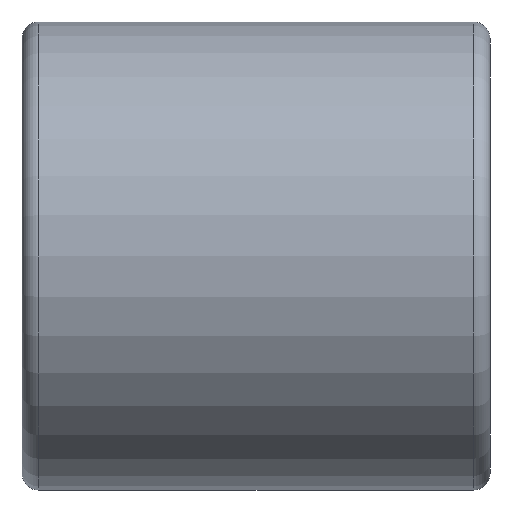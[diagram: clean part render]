
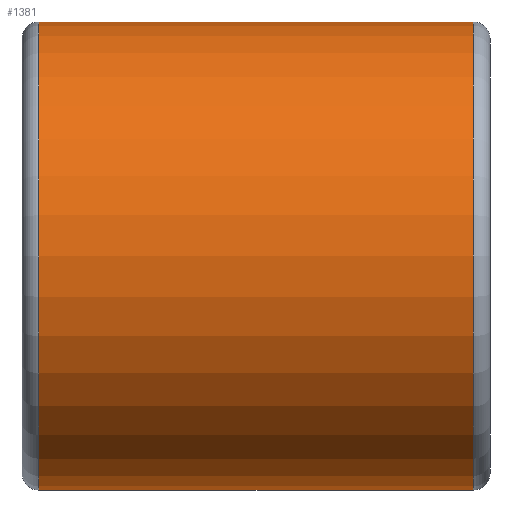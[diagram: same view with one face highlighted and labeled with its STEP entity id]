
A CAD part, left-side view. The second image highlights one B-rep face of the part: STEP entity #1381.
In plain terms, the highlighted cylindrical face has radius 42.5 mm (diameter 85 mm), a full revolution.
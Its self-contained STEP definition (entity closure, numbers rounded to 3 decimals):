
#80 = CARTESIAN_POINT ( 'NONE',  ( 0., 39.5, 0. ) ) ;
#95 = AXIS2_PLACEMENT_3D ( 'NONE', #80, #1066, #636 ) ;
#166 = ORIENTED_EDGE ( 'NONE', *, *, #1529, .T. ) ;
#197 = EDGE_CURVE ( 'NONE', #534, #534, #814, .T. ) ;
#238 = AXIS2_PLACEMENT_3D ( 'NONE', #1023, #1687, #730 ) ;
#360 = AXIS2_PLACEMENT_3D ( 'NONE', #836, #1667, #1105 ) ;
#531 = CARTESIAN_POINT ( 'NONE',  ( 0., -39.5, -42.5 ) ) ;
#534 = VERTEX_POINT ( 'NONE', #1751 ) ;
#537 = CYLINDRICAL_SURFACE ( 'NONE', #360, 42.5 ) ;
#609 = EDGE_LOOP ( 'NONE', ( #166 ) ) ;
#636 = DIRECTION ( 'NONE',  ( 0., 0., 1. ) ) ;
#644 = CIRCLE ( 'NONE', #238, 42.5 ) ;
#730 = DIRECTION ( 'NONE',  ( 0., 0., -1. ) ) ;
#814 = CIRCLE ( 'NONE', #95, 42.5 ) ;
#836 = CARTESIAN_POINT ( 'NONE',  ( 0., -48.784, 0. ) ) ;
#846 = VERTEX_POINT ( 'NONE', #531 ) ;
#1015 = FACE_OUTER_BOUND ( 'NONE', #1617, .T. ) ;
#1023 = CARTESIAN_POINT ( 'NONE',  ( 0., -39.5, 0. ) ) ;
#1066 = DIRECTION ( 'NONE',  ( 0., -1., 0. ) ) ;
#1105 = DIRECTION ( 'NONE',  ( 0., 0., -1. ) ) ;
#1113 = ORIENTED_EDGE ( 'NONE', *, *, #197, .T. ) ;
#1381 = ADVANCED_FACE ( 'NONE', ( #1756, #1015 ), #537, .T. ) ;
#1529 = EDGE_CURVE ( 'NONE', #846, #846, #644, .T. ) ;
#1617 = EDGE_LOOP ( 'NONE', ( #1113 ) ) ;
#1667 = DIRECTION ( 'NONE',  ( 0., -1., 0. ) ) ;
#1687 = DIRECTION ( 'NONE',  ( 0., 1., 0. ) ) ;
#1751 = CARTESIAN_POINT ( 'NONE',  ( 0., 39.5, 42.5 ) ) ;
#1756 = FACE_OUTER_BOUND ( 'NONE', #609, .T. ) ;
